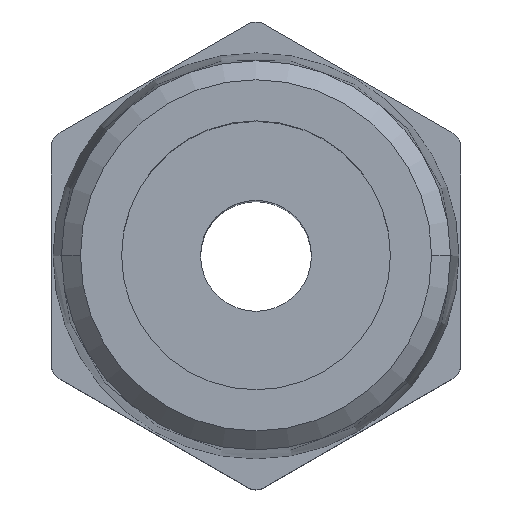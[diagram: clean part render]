
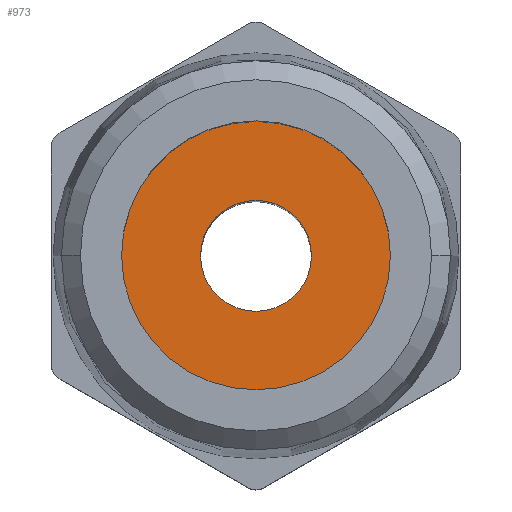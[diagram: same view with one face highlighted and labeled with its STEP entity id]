
A CAD part, top view. The second image highlights one B-rep face of the part: STEP entity #973.
In plain terms, the highlighted planar face has unit normal (0, 0, 1).
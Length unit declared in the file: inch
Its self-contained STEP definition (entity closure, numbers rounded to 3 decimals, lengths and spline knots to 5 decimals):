
#12 = DIRECTION ( 'NONE',  ( 1., 0., 0. ) ) ;
#31 = VERTEX_POINT ( 'NONE', #794 ) ;
#76 = CIRCLE ( 'NONE', #705, 0.093 ) ;
#104 = CARTESIAN_POINT ( 'NONE',  ( 0., 0., 0.125 ) ) ;
#128 = AXIS2_PLACEMENT_3D ( 'NONE', #281, #375, #1048 ) ;
#164 = DIRECTION ( 'NONE',  ( 0., 0., -1. ) ) ;
#185 = ORIENTED_EDGE ( 'NONE', *, *, #447, .F. ) ;
#186 = PLANE ( 'NONE',  #128 ) ;
#192 = EDGE_CURVE ( 'NONE', #31, #919, #787, .T. ) ;
#195 = DIRECTION ( 'NONE',  ( 1., 0., 0. ) ) ;
#207 = FACE_OUTER_BOUND ( 'NONE', #287, .T. ) ;
#226 = AXIS2_PLACEMENT_3D ( 'NONE', #525, #1191, #618 ) ;
#246 = VERTEX_POINT ( 'NONE', #542 ) ;
#248 = EDGE_LOOP ( 'NONE', ( #1211, #185 ) ) ;
#281 = CARTESIAN_POINT ( 'NONE',  ( 0., 0., 0.125 ) ) ;
#287 = EDGE_LOOP ( 'NONE', ( #901, #328 ) ) ;
#328 = ORIENTED_EDGE ( 'NONE', *, *, #688, .F. ) ;
#375 = DIRECTION ( 'NONE',  ( 0., 0., 1. ) ) ;
#415 = EDGE_CURVE ( 'NONE', #246, #496, #581, .T. ) ;
#447 = EDGE_CURVE ( 'NONE', #496, #246, #76, .T. ) ;
#484 = CARTESIAN_POINT ( 'NONE',  ( -0.093, 0., 0.125 ) ) ;
#496 = VERTEX_POINT ( 'NONE', #484 ) ;
#507 = CIRCLE ( 'NONE', #226, 0.2255 ) ;
#525 = CARTESIAN_POINT ( 'NONE',  ( 0., 0., 0.125 ) ) ;
#542 = CARTESIAN_POINT ( 'NONE',  ( 0.093, 0., 0.125 ) ) ;
#567 = DIRECTION ( 'NONE',  ( 0., 0., 1. ) ) ;
#581 = CIRCLE ( 'NONE', #841, 0.093 ) ;
#618 = DIRECTION ( 'NONE',  ( 1., 0., 0. ) ) ;
#688 = EDGE_CURVE ( 'NONE', #919, #31, #507, .T. ) ;
#705 = AXIS2_PLACEMENT_3D ( 'NONE', #104, #764, #195 ) ;
#720 = CARTESIAN_POINT ( 'NONE',  ( 0., 0., 0.125 ) ) ;
#764 = DIRECTION ( 'NONE',  ( 0., 0., 1. ) ) ;
#787 = CIRCLE ( 'NONE', #1020, 0.2255 ) ;
#794 = CARTESIAN_POINT ( 'NONE',  ( 0.2255, 0., 0.125 ) ) ;
#820 = DIRECTION ( 'NONE',  ( 1., 0., 0. ) ) ;
#841 = AXIS2_PLACEMENT_3D ( 'NONE', #1148, #567, #12 ) ;
#901 = ORIENTED_EDGE ( 'NONE', *, *, #192, .F. ) ;
#919 = VERTEX_POINT ( 'NONE', #941 ) ;
#939 = FACE_BOUND ( 'NONE', #248, .T. ) ;
#941 = CARTESIAN_POINT ( 'NONE',  ( -0.2255, 0., 0.125 ) ) ;
#973 = ADVANCED_FACE ( 'NONE', ( #939, #207 ), #186, .T. ) ;
#1020 = AXIS2_PLACEMENT_3D ( 'NONE', #720, #164, #820 ) ;
#1048 = DIRECTION ( 'NONE',  ( 1., 0., 0. ) ) ;
#1148 = CARTESIAN_POINT ( 'NONE',  ( 0., 0., 0.125 ) ) ;
#1191 = DIRECTION ( 'NONE',  ( 0., 0., -1. ) ) ;
#1211 = ORIENTED_EDGE ( 'NONE', *, *, #415, .F. ) ;
